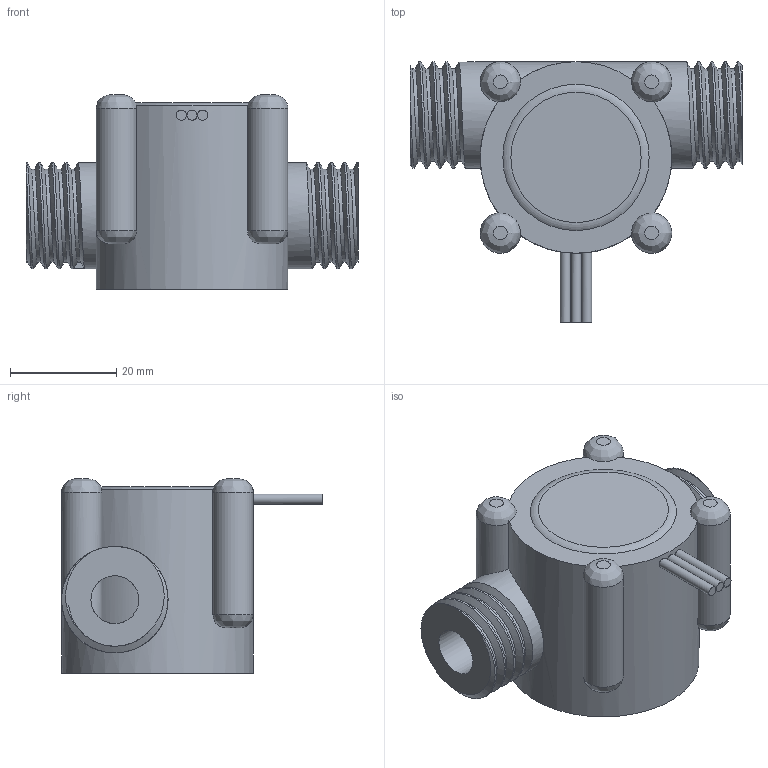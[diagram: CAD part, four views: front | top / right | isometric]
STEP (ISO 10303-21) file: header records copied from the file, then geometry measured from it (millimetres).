
FILE_DESCRIPTION(/* description */ (''),/* implementation_level */ '2;1');
FILE_NAME(/* name */ '',/* time_stamp */ '2016-08-06T11:36:00+05:00',/* author */ (''),/* organization */ (''),/* preprocessor_version */ 'ST-DEVELOPER v15',/* originating_system */ 'SIEMENS PLM Software NX 8.5',/* authorisation */ '');
FILE_SCHEMA (('AP203_CONFIGURATION_CONTROLLED_3D_DESIGN_OF_MECHANICAL_PARTS_AND_ASSEMBLIES_MIM_LF { 1 0 10303 403 2 1 2}'));
Bounding box: 62.4 x 49 x 36.5 mm (x, y, z)
Surface area: 10666.5 mm2 (no closed solid volume)
Topology: 0 solids, 1 shells, 53 faces, 142 edges, 96 vertices
Faces by surface type: cylinder 26, plane 16, bspline 10, torus 1
Full cylindrical faces by diameter (mm): 1.9 x3, 9 x2, 20 x8, 36 x1
Entity records: 2594 total; most frequent: CRTPNT 1582, ORNEDG 174, DRCTN 152, EDGCRV 87, A2PL3D 69, EDGLP 67, VRTPNT 64, ADVFC 46
